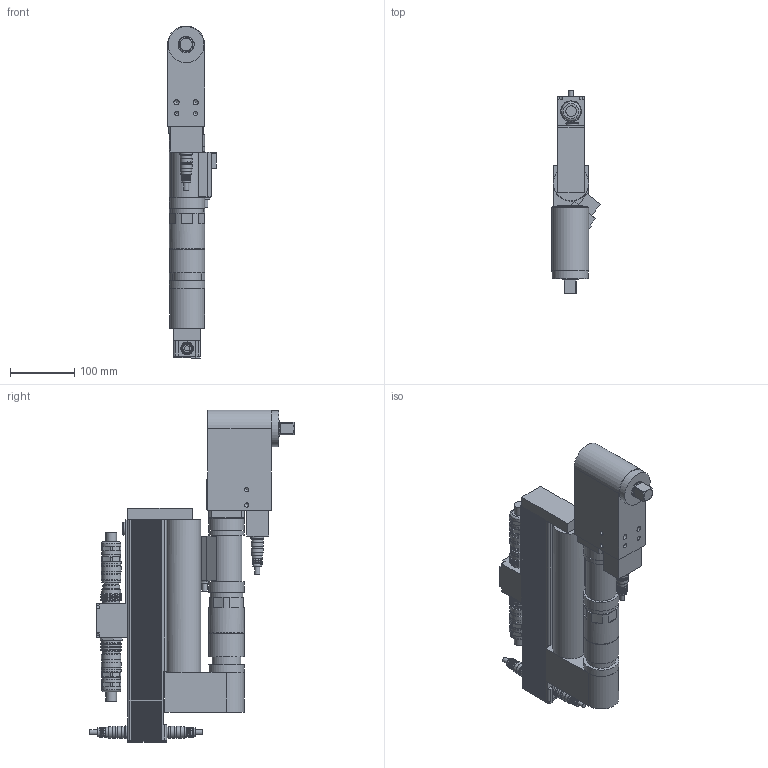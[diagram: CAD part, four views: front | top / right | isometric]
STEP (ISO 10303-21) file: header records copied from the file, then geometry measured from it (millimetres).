
FILE_DESCRIPTION((''),'2;1');
FILE_NAME('947540A9.stp','2011-03-25T14:22:35',('e4c32'),(''),'Autodesk Inventor 11','Autodesk Inventor 11','');
FILE_SCHEMA(('AUTOMOTIVE_DESIGN { 1 0 10303 214 1 1 1 1 }'));
Length unit declared in the file: millimetre
Products named in the file (7): 947540A9_IAM_001; 2WK3B_IPT_001; 2KXB_IPT_001; 1BUTS-XA_IPT_001.ipt_Motor und Getriebe; 961089-002_IPT_002.ipt_Stecker gerade; 961104-005_IPT_002.ipt_Stecker gerade; 961104-005_IPT_001.ipt_Stecker gerade
Assembly tree (9 placements, depth 2):
  947540A9_IAM_001
    2WK3B_IPT_001
    2KXB_IPT_001
    1BUTS-XA_IPT_001.ipt_Motor und Getriebe
    961089-002_IPT_002.ipt_Stecker gerade  x4
    961104-005_IPT_002.ipt_Stecker gerade
    961104-005_IPT_001.ipt_Stecker gerade
Bounding box: 76.32 x 318.24 x 517.4 mm (x, y, z)
Volume: 3761463.3 mm3; surface area: 357004.9 mm2
Topology: 9 solids, 9 shells, 1214 faces, 2999 edges, 1890 vertices
Faces by surface type: plane 783, cylinder 260, bspline 104, cone 45, torus 22
Full cylindrical faces by diameter (mm): 6.647 x2, 8 x4, 13.4 x4, 13.5 x1, 14 x20, 14.2 x4, 15.5 x1, 16 x13, 16.5 x2, 17.5 x1, 17.587 x8, 18 x9, 18.7 x8, 20 x5, 22.5 x1, 24 x1, 25.2 x1, 25.5 x1, 26.4 x1, 27 x1, 27.047 x1, 28 x2, 28.5 x1, 29.5 x3, 29.8 x4, 30 x4, 30.4 x2, 30.5 x3, 30.609 x1, 30.8 x4
Entity records: 31880 total; most frequent: CARTESIAN_POINT 7031, ORIENTED_EDGE 5310, DIRECTION 4729, EDGE_CURVE 2655, VERTEX_POINT 1750, VECTOR 1697, LINE 1697, AXIS2_PLACEMENT_3D 1516
